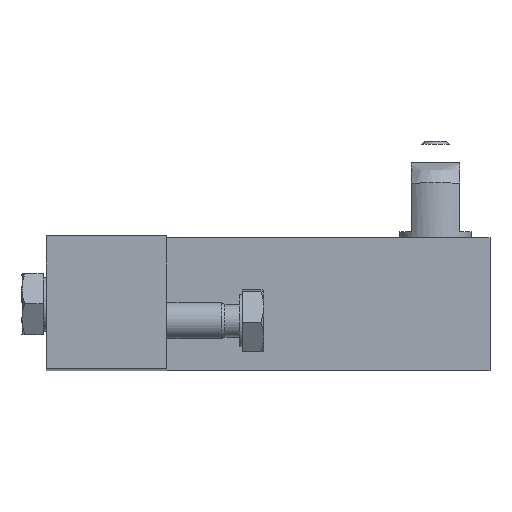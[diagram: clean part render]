
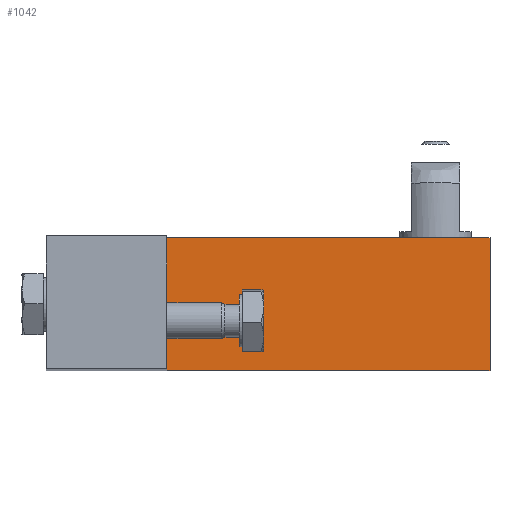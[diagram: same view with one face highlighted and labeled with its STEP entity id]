
A CAD part, top view. The second image highlights one B-rep face of the part: STEP entity #1042.
In plain terms, the highlighted planar face has unit normal (0, 0, 1).
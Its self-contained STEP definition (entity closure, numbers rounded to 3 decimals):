
#75=PLANE('',#1145);
#130=FACE_OUTER_BOUND('',#197,.T.);
#197=EDGE_LOOP('',(#791,#792,#793,#794));
#258=LINE('',#1622,#329);
#266=LINE('',#1641,#337);
#277=LINE('',#1662,#348);
#278=LINE('',#1668,#349);
#329=VECTOR('',#1306,10.);
#337=VECTOR('',#1322,10.);
#348=VECTOR('',#1343,10.);
#349=VECTOR('',#1350,10.);
#452=VERTEX_POINT('',#1619);
#453=VERTEX_POINT('',#1621);
#459=VERTEX_POINT('',#1638);
#460=VERTEX_POINT('',#1640);
#561=EDGE_CURVE('',#452,#453,#258,.T.);
#570=EDGE_CURVE('',#460,#459,#266,.T.);
#582=EDGE_CURVE('',#453,#459,#277,.T.);
#585=EDGE_CURVE('',#460,#452,#278,.T.);
#791=ORIENTED_EDGE('',*,*,#582,.F.);
#792=ORIENTED_EDGE('',*,*,#561,.F.);
#793=ORIENTED_EDGE('',*,*,#585,.F.);
#794=ORIENTED_EDGE('',*,*,#570,.T.);
#1042=ADVANCED_FACE('',(#130),#75,.T.);
#1145=AXIS2_PLACEMENT_3D('',#1669,#1351,#1352);
#1306=DIRECTION('',(-1.,0.,0.));
#1322=DIRECTION('',(-1.,0.,0.));
#1343=DIRECTION('',(0.,1.,0.));
#1350=DIRECTION('',(0.,-1.,0.));
#1351=DIRECTION('center_axis',(0.,0.,
1.));
#1352=DIRECTION('ref_axis',(-1.,0.,0.));
#1619=CARTESIAN_POINT('',(73.5,-22.,20.));
#1621=CARTESIAN_POINT('',(20.,-22.,20.));
#1622=CARTESIAN_POINT('',(73.5,-22.,20.));
#1638=CARTESIAN_POINT('',(20.,0.,20.));
#1640=CARTESIAN_POINT('',(73.5,0.,20.));
#1641=CARTESIAN_POINT('',(73.5,0.,20.));
#1662=CARTESIAN_POINT('',(20.,0.,20.));
#1668=CARTESIAN_POINT('',(73.5,0.,20.));
#1669=CARTESIAN_POINT('Origin',(73.5,0.,20.));
